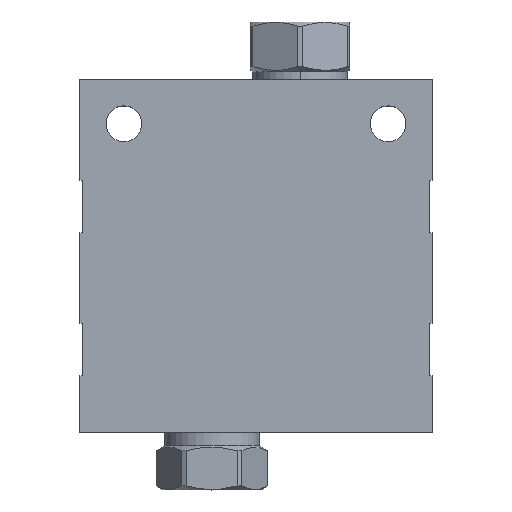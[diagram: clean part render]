
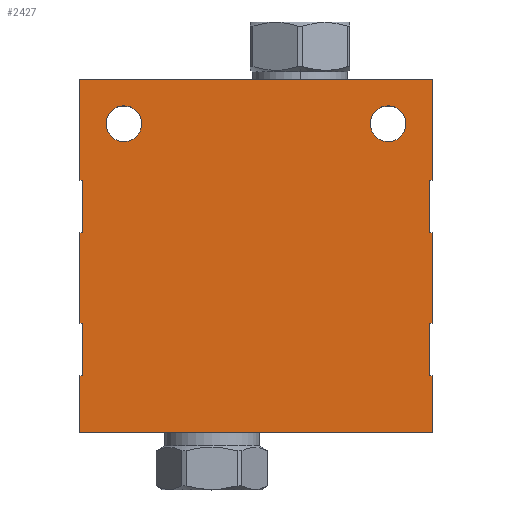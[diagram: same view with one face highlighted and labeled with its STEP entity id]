
A CAD part, top view. The second image highlights one B-rep face of the part: STEP entity #2427.
In plain terms, the highlighted planar face has unit normal (0, 0, 1).
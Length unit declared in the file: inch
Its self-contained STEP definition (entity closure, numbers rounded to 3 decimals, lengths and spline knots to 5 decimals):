
#109=CARTESIAN_POINT('',(0.5,-0.5,1.5));
#110=DIRECTION('',(0.,0.,1.));
#111=DIRECTION('',(0.,1.,0.));
#112=AXIS2_PLACEMENT_3D('',#109,#110,#111);
#114=CARTESIAN_POINT('',(0.5,-0.5,1.5));
#115=DIRECTION('',(0.,0.,1.));
#116=DIRECTION('',(0.,-1.,0.));
#117=AXIS2_PLACEMENT_3D('',#114,#115,#116);
#119=CARTESIAN_POINT('',(3.5,-0.5,1.5));
#120=DIRECTION('',(0.,0.,1.));
#121=DIRECTION('',(0.,1.,0.));
#122=AXIS2_PLACEMENT_3D('',#119,#120,#121);
#124=CARTESIAN_POINT('',(3.5,-0.5,1.5));
#125=DIRECTION('',(0.,0.,1.));
#126=DIRECTION('',(0.,-1.,0.));
#127=AXIS2_PLACEMENT_3D('',#124,#125,#126);
#129=DIRECTION('',(0.,1.,0.));
#130=VECTOR('',#129,0.59582);
#131=CARTESIAN_POINT('',(3.968,-3.35991,1.5));
#132=LINE('',#131,#130);
#133=DIRECTION('',(-1.,0.,0.));
#134=VECTOR('',#133,0.032);
#135=CARTESIAN_POINT('',(4.,-3.35991,1.5));
#136=LINE('',#135,#134);
#137=DIRECTION('',(0.,1.,0.));
#138=VECTOR('',#137,0.64009);
#139=CARTESIAN_POINT('',(4.,-4.,1.5));
#140=LINE('',#139,#138);
#141=DIRECTION('',(1.,0.,0.));
#142=VECTOR('',#141,4.);
#143=CARTESIAN_POINT('',(0.,-4.,1.5));
#144=LINE('',#143,#142);
#145=DIRECTION('',(0.,-1.,0.));
#146=VECTOR('',#145,0.64009);
#147=CARTESIAN_POINT('',(0.,-3.35991,1.5));
#148=LINE('',#147,#146);
#149=DIRECTION('',(1.,0.,0.));
#150=VECTOR('',#149,0.032);
#151=CARTESIAN_POINT('',(0.,-3.35991,1.5));
#152=LINE('',#151,#150);
#153=DIRECTION('',(0.,1.,0.));
#154=VECTOR('',#153,0.59582);
#155=CARTESIAN_POINT('',(0.032,-3.35991,1.5));
#156=LINE('',#155,#154);
#157=DIRECTION('',(1.,0.,0.));
#158=VECTOR('',#157,0.032);
#159=CARTESIAN_POINT('',(0.,-2.76409,1.5));
#160=LINE('',#159,#158);
#161=DIRECTION('',(0.,-1.,0.));
#162=VECTOR('',#161,1.02818);
#163=CARTESIAN_POINT('',(0.,-1.73591,1.5));
#164=LINE('',#163,#162);
#165=DIRECTION('',(1.,0.,0.));
#166=VECTOR('',#165,0.032);
#167=CARTESIAN_POINT('',(0.,-1.73591,1.5));
#168=LINE('',#167,#166);
#169=DIRECTION('',(0.,1.,0.));
#170=VECTOR('',#169,0.59582);
#171=CARTESIAN_POINT('',(0.032,-1.73591,1.5));
#172=LINE('',#171,#170);
#173=DIRECTION('',(1.,0.,0.));
#174=VECTOR('',#173,0.032);
#175=CARTESIAN_POINT('',(0.,-1.14009,1.5));
#176=LINE('',#175,#174);
#177=DIRECTION('',(0.,-1.,0.));
#178=VECTOR('',#177,1.14009);
#179=CARTESIAN_POINT('',(0.,0.,1.5));
#180=LINE('',#179,#178);
#181=DIRECTION('',(-1.,0.,0.));
#182=VECTOR('',#181,4.);
#183=CARTESIAN_POINT('',(4.,0.,1.5));
#184=LINE('',#183,#182);
#185=DIRECTION('',(0.,1.,0.));
#186=VECTOR('',#185,1.14009);
#187=CARTESIAN_POINT('',(4.,-1.14009,1.5));
#188=LINE('',#187,#186);
#189=DIRECTION('',(-1.,0.,0.));
#190=VECTOR('',#189,0.032);
#191=CARTESIAN_POINT('',(4.,-1.14009,1.5));
#192=LINE('',#191,#190);
#193=DIRECTION('',(0.,1.,0.));
#194=VECTOR('',#193,0.59582);
#195=CARTESIAN_POINT('',(3.968,-1.73591,1.5));
#196=LINE('',#195,#194);
#197=DIRECTION('',(-1.,0.,0.));
#198=VECTOR('',#197,0.032);
#199=CARTESIAN_POINT('',(4.,-1.73591,1.5));
#200=LINE('',#199,#198);
#201=DIRECTION('',(0.,1.,0.));
#202=VECTOR('',#201,1.02818);
#203=CARTESIAN_POINT('',(4.,-2.76409,1.5));
#204=LINE('',#203,#202);
#205=DIRECTION('',(-1.,0.,0.));
#206=VECTOR('',#205,0.032);
#207=CARTESIAN_POINT('',(4.,-2.76409,1.5));
#208=LINE('',#207,#206);
#1978=CARTESIAN_POINT('',(0.,-4.,1.5));
#1979=CARTESIAN_POINT('',(4.,-4.,1.5));
#1980=VERTEX_POINT('',#1978);
#1981=VERTEX_POINT('',#1979);
#1982=CARTESIAN_POINT('',(4.,0.,1.5));
#1983=CARTESIAN_POINT('',(0.,0.,1.5));
#1984=VERTEX_POINT('',#1982);
#1985=VERTEX_POINT('',#1983);
#1990=CARTESIAN_POINT('',(0.5,-0.297,1.5));
#1991=CARTESIAN_POINT('',(0.5,-0.703,1.5));
#1992=VERTEX_POINT('',#1990);
#1993=VERTEX_POINT('',#1991);
#1998=CARTESIAN_POINT('',(3.5,-0.297,1.5));
#1999=CARTESIAN_POINT('',(3.5,-0.703,1.5));
#2000=VERTEX_POINT('',#1998);
#2001=VERTEX_POINT('',#1999);
#2075=CARTESIAN_POINT('',(0.032,-1.14009,1.5));
#2077=VERTEX_POINT('',#2075);
#2079=CARTESIAN_POINT('',(0.032,-1.73591,1.5));
#2081=VERTEX_POINT('',#2079);
#2086=CARTESIAN_POINT('',(0.,-1.14009,1.5));
#2087=VERTEX_POINT('',#2086);
#2088=CARTESIAN_POINT('',(0.,-1.73591,1.5));
#2089=VERTEX_POINT('',#2088);
#2113=CARTESIAN_POINT('',(0.032,-2.76409,1.5));
#2115=VERTEX_POINT('',#2113);
#2117=CARTESIAN_POINT('',(0.032,-3.35991,1.5));
#2119=VERTEX_POINT('',#2117);
#2124=CARTESIAN_POINT('',(0.,-2.76409,1.5));
#2125=VERTEX_POINT('',#2124);
#2126=CARTESIAN_POINT('',(0.,-3.35991,1.5));
#2127=VERTEX_POINT('',#2126);
#2149=CARTESIAN_POINT('',(3.968,-1.14009,1.5));
#2151=VERTEX_POINT('',#2149);
#2166=CARTESIAN_POINT('',(3.968,-1.73591,1.5));
#2167=VERTEX_POINT('',#2166);
#2168=CARTESIAN_POINT('',(4.,-1.73591,1.5));
#2169=VERTEX_POINT('',#2168);
#2170=CARTESIAN_POINT('',(4.,-1.14009,1.5));
#2171=VERTEX_POINT('',#2170);
#2191=CARTESIAN_POINT('',(3.968,-2.76409,1.5));
#2193=VERTEX_POINT('',#2191);
#2200=CARTESIAN_POINT('',(3.968,-3.35991,1.5));
#2201=VERTEX_POINT('',#2200);
#2202=CARTESIAN_POINT('',(4.,-3.35991,1.5));
#2203=VERTEX_POINT('',#2202);
#2204=CARTESIAN_POINT('',(4.,-2.76409,1.5));
#2205=VERTEX_POINT('',#2204);
#2370=CARTESIAN_POINT('',(0.,0.,1.5));
#2371=DIRECTION('',(0.,0.,1.));
#2372=DIRECTION('',(1.,0.,0.));
#2373=AXIS2_PLACEMENT_3D('',#2370,#2371,#2372);
#2374=PLANE('',#2373);
#2376=ORIENTED_EDGE('',*,*,#2375,.F.);
#2378=ORIENTED_EDGE('',*,*,#2377,.F.);
#2380=ORIENTED_EDGE('',*,*,#2379,.F.);
#2382=ORIENTED_EDGE('',*,*,#2381,.F.);
#2384=ORIENTED_EDGE('',*,*,#2383,.F.);
#2386=ORIENTED_EDGE('',*,*,#2385,.T.);
#2388=ORIENTED_EDGE('',*,*,#2387,.T.);
#2390=ORIENTED_EDGE('',*,*,#2389,.F.);
#2392=ORIENTED_EDGE('',*,*,#2391,.F.);
#2394=ORIENTED_EDGE('',*,*,#2393,.T.);
#2396=ORIENTED_EDGE('',*,*,#2395,.T.);
#2398=ORIENTED_EDGE('',*,*,#2397,.F.);
#2400=ORIENTED_EDGE('',*,*,#2399,.F.);
#2402=ORIENTED_EDGE('',*,*,#2401,.F.);
#2404=ORIENTED_EDGE('',*,*,#2403,.F.);
#2406=ORIENTED_EDGE('',*,*,#2405,.T.);
#2408=ORIENTED_EDGE('',*,*,#2407,.F.);
#2410=ORIENTED_EDGE('',*,*,#2409,.F.);
#2412=ORIENTED_EDGE('',*,*,#2411,.F.);
#2414=ORIENTED_EDGE('',*,*,#2413,.T.);
#2415=EDGE_LOOP('',(#2376,#2378,#2380,#2382,#2384,#2386,#2388,#2390,#2392,#2394,
#2396,#2398,#2400,#2402,#2404,#2406,#2408,#2410,#2412,#2414));
#2416=FACE_OUTER_BOUND('',#2415,.F.);
#2418=ORIENTED_EDGE('',*,*,#2417,.T.);
#2420=ORIENTED_EDGE('',*,*,#2419,.T.);
#2421=EDGE_LOOP('',(#2418,#2420));
#2422=FACE_BOUND('',#2421,.F.);
#2423=ORIENTED_EDGE('',*,*,#2350,.T.);
#2424=ORIENTED_EDGE('',*,*,#2364,.T.);
#2425=EDGE_LOOP('',(#2423,#2424));
#2426=FACE_BOUND('',#2425,.F.);
#2427=ADVANCED_FACE('',(#2416,#2422,#2426),#2374,.T.);
#113=CIRCLE('',#112,0.203);
#118=CIRCLE('',#117,0.203);
#123=CIRCLE('',#122,0.203);
#128=CIRCLE('',#127,0.203);
#2350=EDGE_CURVE('',#1992,#1993,#113,.T.);
#2364=EDGE_CURVE('',#1993,#1992,#118,.T.);
#2375=EDGE_CURVE('',#2201,#2193,#132,.T.);
#2377=EDGE_CURVE('',#2203,#2201,#136,.T.);
#2379=EDGE_CURVE('',#1981,#2203,#140,.T.);
#2381=EDGE_CURVE('',#1980,#1981,#144,.T.);
#2383=EDGE_CURVE('',#2127,#1980,#148,.T.);
#2385=EDGE_CURVE('',#2127,#2119,#152,.T.);
#2387=EDGE_CURVE('',#2119,#2115,#156,.T.);
#2389=EDGE_CURVE('',#2125,#2115,#160,.T.);
#2391=EDGE_CURVE('',#2089,#2125,#164,.T.);
#2393=EDGE_CURVE('',#2089,#2081,#168,.T.);
#2395=EDGE_CURVE('',#2081,#2077,#172,.T.);
#2397=EDGE_CURVE('',#2087,#2077,#176,.T.);
#2399=EDGE_CURVE('',#1985,#2087,#180,.T.);
#2401=EDGE_CURVE('',#1984,#1985,#184,.T.);
#2403=EDGE_CURVE('',#2171,#1984,#188,.T.);
#2405=EDGE_CURVE('',#2171,#2151,#192,.T.);
#2407=EDGE_CURVE('',#2167,#2151,#196,.T.);
#2409=EDGE_CURVE('',#2169,#2167,#200,.T.);
#2411=EDGE_CURVE('',#2205,#2169,#204,.T.);
#2413=EDGE_CURVE('',#2205,#2193,#208,.T.);
#2417=EDGE_CURVE('',#2000,#2001,#123,.T.);
#2419=EDGE_CURVE('',#2001,#2000,#128,.T.);
